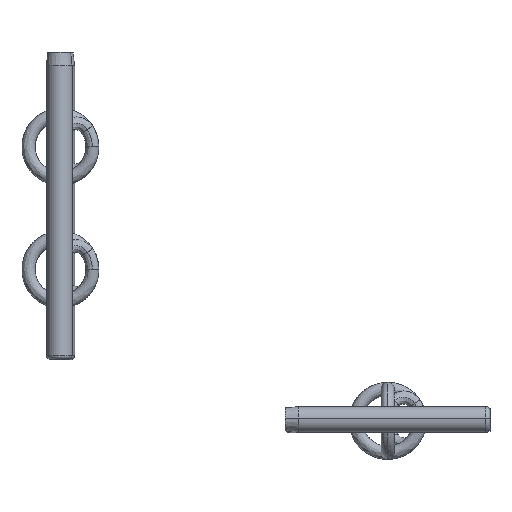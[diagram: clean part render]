
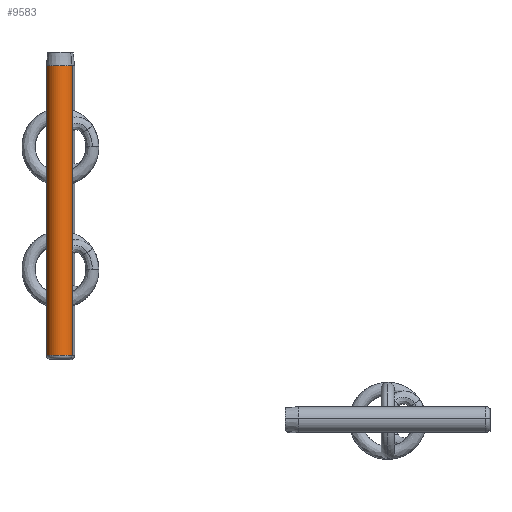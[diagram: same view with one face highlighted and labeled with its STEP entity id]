
A CAD part, top view. The second image highlights one B-rep face of the part: STEP entity #9583.
In plain terms, the highlighted cylindrical face has radius 0.399 mm (diameter 0.799 mm), a partial arc.
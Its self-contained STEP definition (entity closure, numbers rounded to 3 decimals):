
#758 = ORIENTED_EDGE ( 'NONE', *, *, #8562, .F. ) ;
#1429 = CIRCLE ( 'NONE', #14161, 0.399 ) ;
#1607 = DIRECTION ( 'NONE',  ( 0.995, 0., 0.105 ) ) ;
#2684 = ORIENTED_EDGE ( 'NONE', *, *, #11420, .T. ) ;
#3951 = DIRECTION ( 'NONE',  ( 0., 1., 0. ) ) ;
#3993 = LINE ( 'NONE', #12764, #17514 ) ;
#3996 = CARTESIAN_POINT ( 'NONE',  ( -8.659, -8.763, 7.807 ) ) ;
#4390 = VECTOR ( 'NONE', #17249, 1000. ) ;
#4623 = CARTESIAN_POINT ( 'NONE',  ( -8.659, 0.23, 7.807 ) ) ;
#5013 = CARTESIAN_POINT ( 'NONE',  ( -9.056, -8.89, 7.765 ) ) ;
#6210 = CARTESIAN_POINT ( 'NONE',  ( -8.659, 0.23, 7.807 ) ) ;
#7194 = ORIENTED_EDGE ( 'NONE', *, *, #9988, .F. ) ;
#7400 = ORIENTED_EDGE ( 'NONE', *, *, #15542, .F. ) ;
#8562 = EDGE_CURVE ( 'NONE', #19286, #18788, #1429, .T. ) ;
#8766 = DIRECTION ( 'NONE',  ( 0., -1., 0. ) ) ;
#9570 = DIRECTION ( 'NONE',  ( 0., -1., 0. ) ) ;
#9583 = ADVANCED_FACE ( 'NONE', ( #18812 ), #17328, .T. ) ;
#9988 = EDGE_CURVE ( 'NONE', #18788, #14798, #19183, .T. ) ;
#11407 = DIRECTION ( 'NONE',  ( 0.995, 0., 0.105 ) ) ;
#11420 = EDGE_CURVE ( 'NONE', #19286, #15073, #3993, .T. ) ;
#12260 = AXIS2_PLACEMENT_3D ( 'NONE', #18234, #9570, #11407 ) ;
#12764 = CARTESIAN_POINT ( 'NONE',  ( -9.453, 0.23, 7.724 ) ) ;
#14161 = AXIS2_PLACEMENT_3D ( 'NONE', #18071, #3951, #21482 ) ;
#14798 = VERTEX_POINT ( 'NONE', #3996 ) ;
#15073 = VERTEX_POINT ( 'NONE', #17564 ) ;
#15542 = EDGE_CURVE ( 'NONE', #14798, #15073, #18080, .T. ) ;
#15911 = EDGE_LOOP ( 'NONE', ( #7400, #7194, #758, #2684 ) ) ;
#16068 = AXIS2_PLACEMENT_3D ( 'NONE', #5013, #17218, #1607 ) ;
#16436 = CARTESIAN_POINT ( 'NONE',  ( -9.453, 0.23, 7.724 ) ) ;
#17218 = DIRECTION ( 'NONE',  ( 0., 1., 0. ) ) ;
#17249 = DIRECTION ( 'NONE',  ( 0., -1., 0. ) ) ;
#17328 = CYLINDRICAL_SURFACE ( 'NONE', #16068, 0.399 ) ;
#17514 = VECTOR ( 'NONE', #8766, 1000. ) ;
#17564 = CARTESIAN_POINT ( 'NONE',  ( -9.453, -8.763, 7.724 ) ) ;
#18071 = CARTESIAN_POINT ( 'NONE',  ( -9.056, 0.23, 7.765 ) ) ;
#18080 = CIRCLE ( 'NONE', #12260, 0.399 ) ;
#18234 = CARTESIAN_POINT ( 'NONE',  ( -9.056, -8.763, 7.765 ) ) ;
#18788 = VERTEX_POINT ( 'NONE', #6210 ) ;
#18812 = FACE_OUTER_BOUND ( 'NONE', #15911, .T. ) ;
#19183 = LINE ( 'NONE', #4623, #4390 ) ;
#19286 = VERTEX_POINT ( 'NONE', #16436 ) ;
#21482 = DIRECTION ( 'NONE',  ( -0.995, 0., -0.105 ) ) ;
